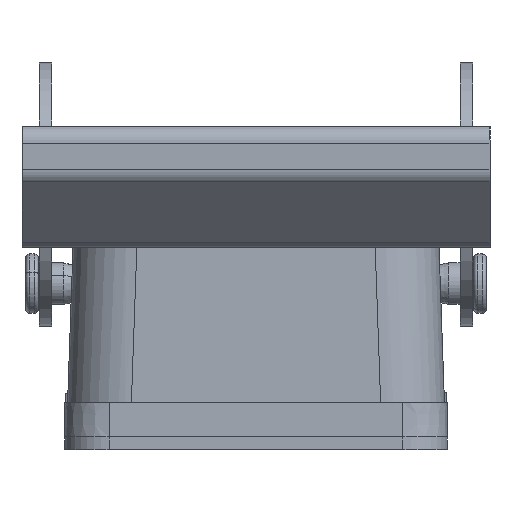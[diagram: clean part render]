
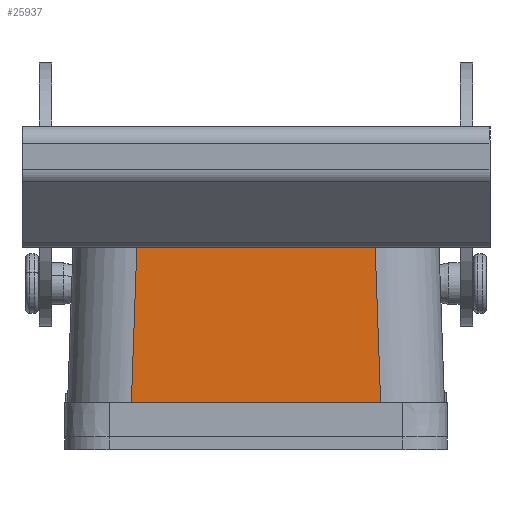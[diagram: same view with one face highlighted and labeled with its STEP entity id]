
A CAD part, front view. The second image highlights one B-rep face of the part: STEP entity #25937.
In plain terms, the highlighted planar face has unit normal (0, -1, 0.013).
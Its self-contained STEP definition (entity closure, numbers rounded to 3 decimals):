
#25924=AXIS2_PLACEMENT_3D('Plane Axis2P3D',#25921,#25922,#25923) ;
#22369=CARTESIAN_POINT('Vertex',(13.501,18.,24.)) ;
#22372=CARTESIAN_POINT('Line Origine',(27.5,18.,24.)) ;
#22376=CARTESIAN_POINT('Vertex',(41.499,18.,24.)) ;
#25838=CARTESIAN_POINT('Line Origine',(13.114,17.855,12.918)) ;
#25842=CARTESIAN_POINT('Vertex',(12.855,17.758,5.5)) ;
#25898=CARTESIAN_POINT('Line Origine',(41.886,17.855,12.918)) ;
#25902=CARTESIAN_POINT('Vertex',(42.145,17.758,5.5)) ;
#25921=CARTESIAN_POINT('Axis2P3D Location',(27.5,18.,24.)) ;
#25926=CARTESIAN_POINT('Line Origine',(27.5,17.758,5.5)) ;
#22373=DIRECTION('Vector Direction',(1.,0.,0.)) ;
#25839=DIRECTION('Vector Direction',(-0.035,-0.013,-0.999)) ;
#25899=DIRECTION('Vector Direction',(0.035,-0.013,-0.999)) ;
#25922=DIRECTION('Axis2P3D Direction',(0.,1.,-0.013)) ;
#25923=DIRECTION('Axis2P3D XDirection',(1.,0.,0.)) ;
#25927=DIRECTION('Vector Direction',(1.,0.,0.)) ;
#22374=VECTOR('Line Direction',#22373,1.) ;
#25840=VECTOR('Line Direction',#25839,1.) ;
#25900=VECTOR('Line Direction',#25899,1.) ;
#25928=VECTOR('Line Direction',#25927,1.) ;
#25932=ORIENTED_EDGE('',*,*,#25930,.T.) ;
#25933=ORIENTED_EDGE('',*,*,#25904,.F.) ;
#25934=ORIENTED_EDGE('',*,*,#22378,.F.) ;
#25935=ORIENTED_EDGE('',*,*,#25844,.F.) ;
#25937=ADVANCED_FACE('Hauptk\X2\00F6\X0\rper',(#25936),#25925,.F.) ;
#22378=EDGE_CURVE('',#22370,#22377,#22375,.T.) ;
#25844=EDGE_CURVE('',#25843,#22370,#25841,.F.) ;
#25904=EDGE_CURVE('',#22377,#25903,#25901,.T.) ;
#25930=EDGE_CURVE('',#25843,#25903,#25929,.T.) ;
#25931=EDGE_LOOP('',(#25932,#25933,#25934,#25935)) ;
#25936=FACE_OUTER_BOUND('',#25931,.T.) ;
#22375=LINE('Line',#22372,#22374) ;
#25841=LINE('Line',#25838,#25840) ;
#25901=LINE('Line',#25898,#25900) ;
#25929=LINE('Line',#25926,#25928) ;
#25925=PLANE('',#25924) ;
#22370=VERTEX_POINT('',#22369) ;
#22377=VERTEX_POINT('',#22376) ;
#25843=VERTEX_POINT('',#25842) ;
#25903=VERTEX_POINT('',#25902) ;
